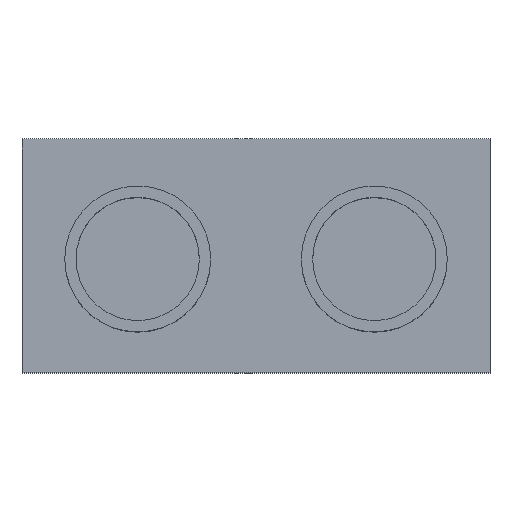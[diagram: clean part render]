
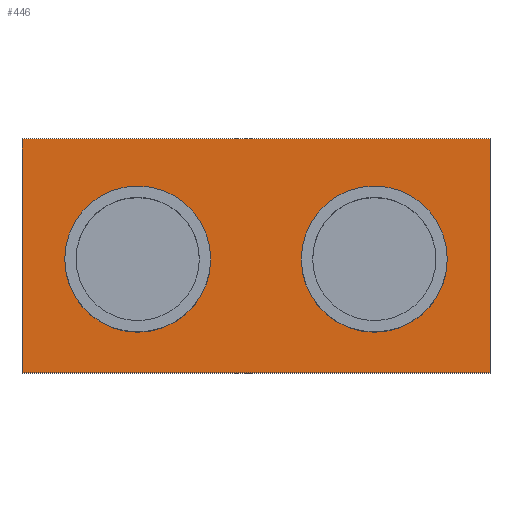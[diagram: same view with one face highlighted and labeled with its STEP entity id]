
A CAD part, top view. The second image highlights one B-rep face of the part: STEP entity #446.
In plain terms, the highlighted planar face has unit normal (0, 0, 1).
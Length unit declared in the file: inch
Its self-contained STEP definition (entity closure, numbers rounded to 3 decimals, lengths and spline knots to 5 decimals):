
#6 = DIRECTION ( 'NONE',  ( 1., 0., 0. ) ) ;
#10 = DIRECTION ( 'NONE',  ( 1., 0., 0. ) ) ;
#16 = ORIENTED_EDGE ( 'NONE', *, *, #340, .T. ) ;
#19 = CARTESIAN_POINT ( 'NONE',  ( -0.35972, 0.95622, 0.3937 ) ) ;
#37 = DIRECTION ( 'NONE',  ( 0., 0., -1. ) ) ;
#48 = FACE_BOUND ( 'NONE', #275, .T. ) ;
#49 = CARTESIAN_POINT ( 'NONE',  ( -0.97342, 0.95622, 0.3937 ) ) ;
#55 = ORIENTED_EDGE ( 'NONE', *, *, #129, .T. ) ;
#56 = DIRECTION ( 'NONE',  ( 1., 0., 0. ) ) ;
#64 = CARTESIAN_POINT ( 'NONE',  ( -2.96359, 0.95622, 0.3937 ) ) ;
#68 = VECTOR ( 'NONE', #493, 39.37008 ) ;
#74 = VERTEX_POINT ( 'NONE', #499 ) ;
#84 = VERTEX_POINT ( 'NONE', #379 ) ;
#86 = CARTESIAN_POINT ( 'NONE',  ( -3.57729, 0.95622, 0.3937 ) ) ;
#89 = EDGE_LOOP ( 'NONE', ( #118, #478, #448, #396 ) ) ;
#92 = ORIENTED_EDGE ( 'NONE', *, *, #240, .T. ) ;
#94 = CIRCLE ( 'NONE', #407, 0.6137 ) ;
#97 = DIRECTION ( 'NONE',  ( 0., 0., -1. ) ) ;
#113 = VERTEX_POINT ( 'NONE', #205 ) ;
#118 = ORIENTED_EDGE ( 'NONE', *, *, #286, .T. ) ;
#129 = EDGE_CURVE ( 'NONE', #215, #366, #436, .T. ) ;
#132 = EDGE_LOOP ( 'NONE', ( #55, #16 ) ) ;
#149 = VECTOR ( 'NONE', #56, 39.37008 ) ;
#186 = AXIS2_PLACEMENT_3D ( 'NONE', #378, #37, #330 ) ;
#189 = LINE ( 'NONE', #235, #68 ) ;
#198 = AXIS2_PLACEMENT_3D ( 'NONE', #508, #556, #209 ) ;
#205 = CARTESIAN_POINT ( 'NONE',  ( -3.93701, 1.9685, 0.3937 ) ) ;
#209 = DIRECTION ( 'NONE',  ( 1., 0., 0. ) ) ;
#215 = VERTEX_POINT ( 'NONE', #369 ) ;
#222 = EDGE_CURVE ( 'NONE', #426, #113, #248, .T. ) ;
#235 = CARTESIAN_POINT ( 'NONE',  ( -3.93701, 0., 0.3937 ) ) ;
#240 = EDGE_CURVE ( 'NONE', #456, #84, #461, .T. ) ;
#248 = LINE ( 'NONE', #540, #376 ) ;
#252 = PLANE ( 'NONE',  #198 ) ;
#253 = EDGE_CURVE ( 'NONE', #113, #304, #189, .T. ) ;
#256 = AXIS2_PLACEMENT_3D ( 'NONE', #64, #443, #484 ) ;
#264 = DIRECTION ( 'NONE',  ( 0., 0., -1. ) ) ;
#273 = CARTESIAN_POINT ( 'NONE',  ( -3.93701, 0., 0.3937 ) ) ;
#275 = EDGE_LOOP ( 'NONE', ( #92, #322 ) ) ;
#276 = LINE ( 'NONE', #282, #424 ) ;
#282 = CARTESIAN_POINT ( 'NONE',  ( 0., 0., 0.3937 ) ) ;
#286 = EDGE_CURVE ( 'NONE', #74, #426, #276, .T. ) ;
#298 = CARTESIAN_POINT ( 'NONE',  ( 0., 1.9685, 0.3937 ) ) ;
#304 = VERTEX_POINT ( 'NONE', #273 ) ;
#307 = FACE_OUTER_BOUND ( 'NONE', #89, .T. ) ;
#322 = ORIENTED_EDGE ( 'NONE', *, *, #494, .T. ) ;
#325 = DIRECTION ( 'NONE',  ( -1., 0., 0. ) ) ;
#330 = DIRECTION ( 'NONE',  ( 1., 0., 0. ) ) ;
#340 = EDGE_CURVE ( 'NONE', #366, #215, #94, .T. ) ;
#353 = CARTESIAN_POINT ( 'NONE',  ( 0., 0., 0.3937 ) ) ;
#366 = VERTEX_POINT ( 'NONE', #19 ) ;
#369 = CARTESIAN_POINT ( 'NONE',  ( -1.58711, 0.95622, 0.3937 ) ) ;
#376 = VECTOR ( 'NONE', #325, 39.37008 ) ;
#378 = CARTESIAN_POINT ( 'NONE',  ( -0.97342, 0.95622, 0.3937 ) ) ;
#379 = CARTESIAN_POINT ( 'NONE',  ( -2.34989, 0.95622, 0.3937 ) ) ;
#394 = EDGE_CURVE ( 'NONE', #304, #74, #428, .T. ) ;
#396 = ORIENTED_EDGE ( 'NONE', *, *, #394, .T. ) ;
#406 = DIRECTION ( 'NONE',  ( 0., 1., 0. ) ) ;
#407 = AXIS2_PLACEMENT_3D ( 'NONE', #49, #97, #10 ) ;
#417 = FACE_BOUND ( 'NONE', #132, .T. ) ;
#424 = VECTOR ( 'NONE', #406, 39.37008 ) ;
#426 = VERTEX_POINT ( 'NONE', #298 ) ;
#428 = LINE ( 'NONE', #353, #149 ) ;
#436 = CIRCLE ( 'NONE', #186, 0.6137 ) ;
#443 = DIRECTION ( 'NONE',  ( 0., 0., -1. ) ) ;
#446 = ADVANCED_FACE ( 'NONE', ( #417, #48, #307 ), #252, .T. ) ;
#448 = ORIENTED_EDGE ( 'NONE', *, *, #253, .T. ) ;
#456 = VERTEX_POINT ( 'NONE', #86 ) ;
#461 = CIRCLE ( 'NONE', #256, 0.6137 ) ;
#465 = AXIS2_PLACEMENT_3D ( 'NONE', #476, #264, #6 ) ;
#476 = CARTESIAN_POINT ( 'NONE',  ( -2.96359, 0.95622, 0.3937 ) ) ;
#478 = ORIENTED_EDGE ( 'NONE', *, *, #222, .T. ) ;
#484 = DIRECTION ( 'NONE',  ( 1., 0., 0. ) ) ;
#493 = DIRECTION ( 'NONE',  ( 0., -1., 0. ) ) ;
#494 = EDGE_CURVE ( 'NONE', #84, #456, #502, .T. ) ;
#499 = CARTESIAN_POINT ( 'NONE',  ( 0., 0., 0.3937 ) ) ;
#502 = CIRCLE ( 'NONE', #465, 0.6137 ) ;
#508 = CARTESIAN_POINT ( 'NONE',  ( 0., 0., 0.3937 ) ) ;
#540 = CARTESIAN_POINT ( 'NONE',  ( 0., 1.9685, 0.3937 ) ) ;
#556 = DIRECTION ( 'NONE',  ( 0., 0., 1. ) ) ;
